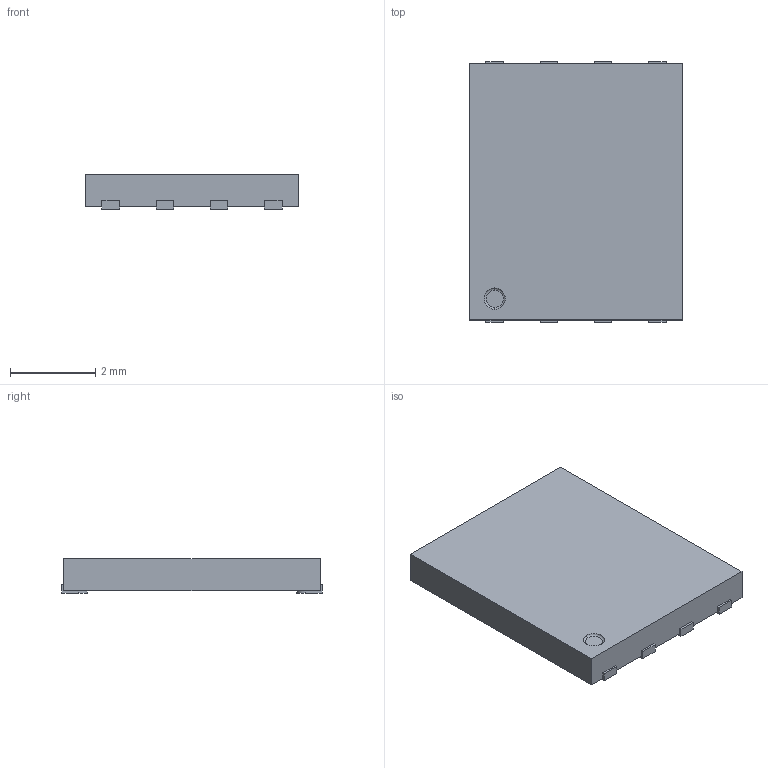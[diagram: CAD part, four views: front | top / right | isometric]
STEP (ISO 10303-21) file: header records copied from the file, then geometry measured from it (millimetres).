
FILE_DESCRIPTION (( 'STEP AP214' ), '1' );
FILE_NAME ( 'SON127P500X600X80-8.STEP', '2016-10-10T13:04:15', ( '' ), ( '' ), 'FPX Expert 2013', 'PCB Libraries', '' );
FILE_SCHEMA (( 'AUTOMOTIVE_DESIGN' ));
Length unit declared in the file: millimetre
Products named in the file (1): SON127P500X600X80-8
Bounding box: 5 x 6.1 x 0.8 mm (x, y, z)
Volume: 22.6 mm3; surface area: 82.1 mm2
Topology: 9 solids, 9 shells, 81 faces, 186 edges, 124 vertices
Faces by surface type: plane 63, cylinder 16, torus 2
Entity records: 2631 total; most frequent: CARTESIAN_POINT 392, DIRECTION 388, ORIENTED_EDGE 372, EDGE_CURVE 186, VECTOR 148, LINE 148, VERTEX_POINT 124, AXIS2_PLACEMENT_3D 120
